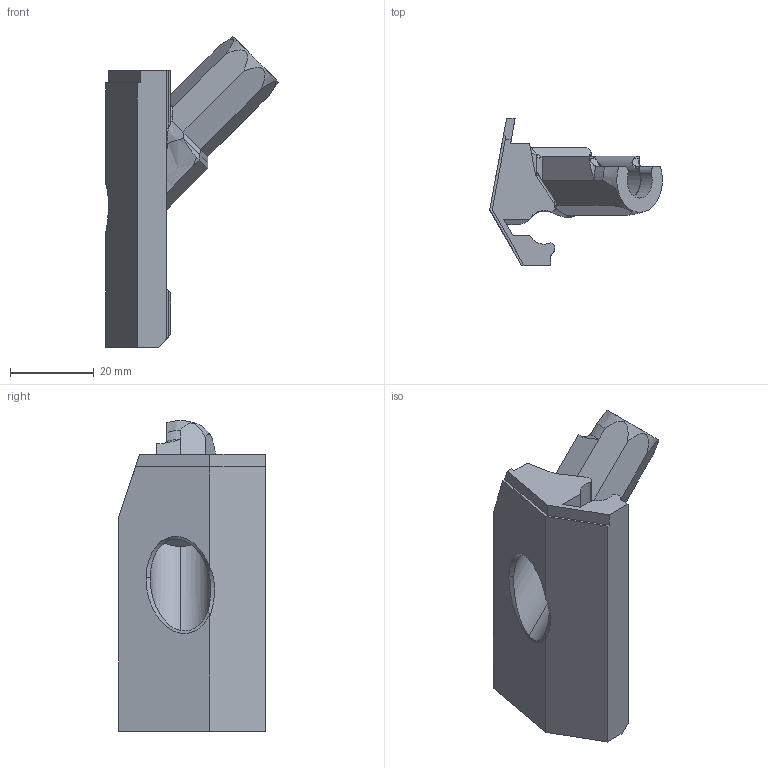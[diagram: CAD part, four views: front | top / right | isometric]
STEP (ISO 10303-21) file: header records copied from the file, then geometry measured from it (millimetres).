
FILE_DESCRIPTION (( 'STEP AP203' ), '1' );
FILE_NAME ('06_Cache coté connecteur de puissance.STEP', '2016-09-13T09:27:16', ( '' ), ( '' ), 'SwSTEP 2.0', 'SolidWorks 2016', '' );
FILE_SCHEMA (( 'CONFIG_CONTROL_DESIGN' ));
Length unit declared in the file: millimetre
Products named in the file (1): 06_Cache coté connecteur de puissance
Bounding box: 41.14 x 35 x 74.04 mm (x, y, z)
Volume: 16199.9 mm3; surface area: 10245.3 mm2
Topology: 1 solids, 1 shells, 149 faces, 405 edges, 258 vertices
Faces by surface type: plane 92, cylinder 28, bspline 14, torus 12, cone 3
Entity records: 6206 total; most frequent: CARTESIAN_POINT 2592, ORIENTED_EDGE 810, DIRECTION 640, EDGE_CURVE 405, VERTEX_POINT 258, LINE 252, VECTOR 252, AXIS2_PLACEMENT_3D 194
